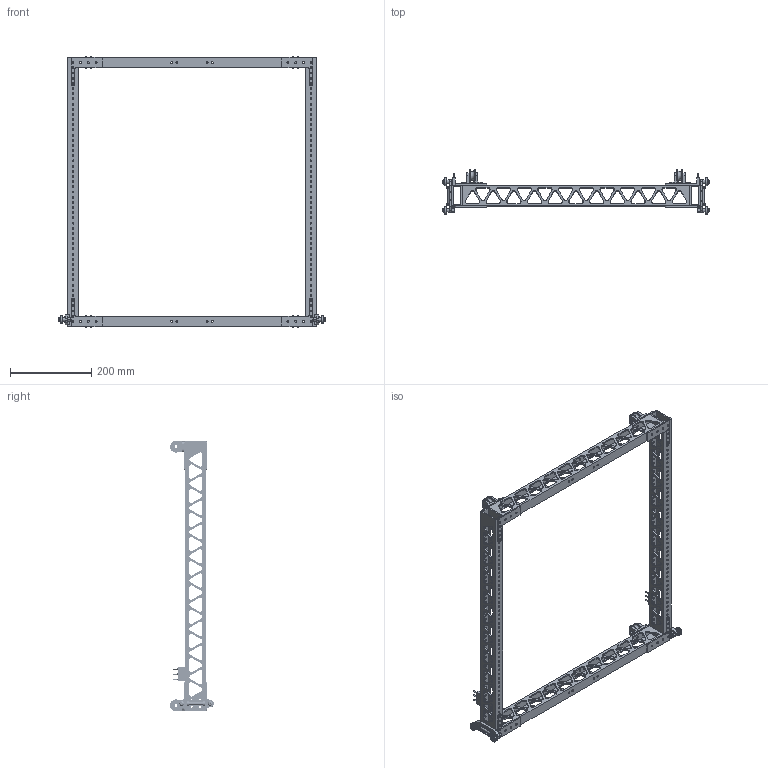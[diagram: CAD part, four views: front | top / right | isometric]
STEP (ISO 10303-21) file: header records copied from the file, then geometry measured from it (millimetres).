
FILE_DESCRIPTION(/* description */ ('STEP AP242','CAx-IF Rec.Pracs.---Representation and Presentation of Product Manufacturing Information (PMI)---4.0---2014-10-13','CAx-IF Rec.Pracs.---3D Tessellated Geometry---0.4---2014-09-14','2;1'),/* implementation_level */ '2;1');
FILE_NAME(/* name */ '65d6cf0ba868202635242834',/* time_stamp */ '2024-02-22T04:35:24Z',/* author */ (''),/* organization */ (''),/* preprocessor_version */ 'ST-DEVELOPER v19.4',/* originating_system */ ' ',/* authorisation */ ' ');
FILE_SCHEMA (('AP242_MANAGED_MODEL_BASED_3D_ENGINEERING_MIM_LF { 1 0 10303 442 1 1 4 }'));
Length unit declared in the file: metre
Products named in the file (21): Terry T. Rex; Trap Elevator <1>; Thirfty (Trap) Elevator <1>; Middle Stage <1>; 4mm Dyneema Cable Pulley Bracket ELEV-PULLEY-001; 4mm Dyneema Cable Pulley ELEV-PULLEY002; Middle Stage Tube Connector Gusset; Middle Stage Top & Bottom Tube; 25 Chain Attachment Part ELEV-DRIVE-001; Middle Stage Side Tube; Sliding Elevator Fix Proper <2>; TTB-0027_.50OD_.25ID_.188WD_1; TTB-0038_75OD_25ID_28WD; Hex nut 1/4-20; Socket button head cap screw 1/4-20 x 1; Sliding Bearing Block Plate - SLIDE-001; TTB-0038_75OD_25ID_28WD_1; TTB-0027_.50OD_.25ID_.188WD; .25diameter_1.75inSteelDowel_SLIDE-002; Slide Block Spacer; Sliding Elevator Fix Proper <1>
Assembly tree (51 placements, depth 6):
  Terry T. Rex
    Trap Elevator <1>
      Thirfty (Trap) Elevator <1>
        Middle Stage <1>
          4mm Dyneema Cable Pulley Bracket ELEV-PULLEY-001  x4
          4mm Dyneema Cable Pulley ELEV-PULLEY002  x4
          Middle Stage Tube Connector Gusset  x8
          Middle Stage Top & Bottom Tube  x2
          25 Chain Attachment Part ELEV-DRIVE-001  x2
          Middle Stage Side Tube  x2
          Sliding Elevator Fix Proper <2>
            TTB-0027_.50OD_.25ID_.188WD_1
            TTB-0038_75OD_25ID_28WD
            Hex nut 1/4-20  x2
            Socket button head cap screw 1/4-20 x 1  x2
            Sliding Bearing Block Plate - SLIDE-001
            TTB-0038_75OD_25ID_28WD_1
            TTB-0027_.50OD_.25ID_.188WD
            .25diameter_1.75inSteelDowel_SLIDE-002
            Slide Block Spacer  x2
          Sliding Elevator Fix Proper <1>
            Socket button head cap screw 1/4-20 x 1  x2
            Sliding Bearing Block Plate - SLIDE-001
            TTB-0027_.50OD_.25ID_.188WD_1
            TTB-0038_75OD_25ID_28WD
            Slide Block Spacer  x2
            TTB-0038_75OD_25ID_28WD_1
            .25diameter_1.75inSteelDowel_SLIDE-002
            TTB-0027_.50OD_.25ID_.188WD
            Hex nut 1/4-20  x2
Bounding box: 654.41 x 107.63 x 664.21 mm (x, y, z)
Volume: 861794.3 mm3; surface area: 624008.8 mm2
Topology: 46 solids, 50 shells, 2124 faces, 5848 edges, 3846 vertices
Faces by surface type: cylinder 1082, plane 904, cone 106, torus 28, sphere 4
Full cylindrical faces by diameter (mm): 2.921 x8, 3.988 x14, 4.763 x308, 4.978 x4, 5.105 x4, 5.159 x16, 6.096 x2, 6.35 x10, 6.731 x8, 6.747 x4, 9.525 x4, 10.223 x8, 11.1 x4, 11.653 x16, 12.7 x8, 13.747 x16, 19.05 x4, 29.21 x8
Entity records: 30273 total; most frequent: DIRECTION 5239, CARTESIAN_POINT 5064, ORIENTED_EDGE 4654, EDGE_CURVE 2327, AXIS2_PLACEMENT_3D 1976, VERTEX_POINT 1677, FACE_BOUND 1640, EDGE_LOOP 1639
